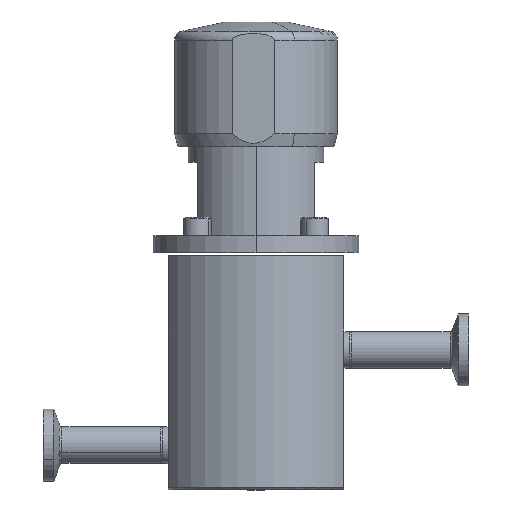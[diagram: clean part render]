
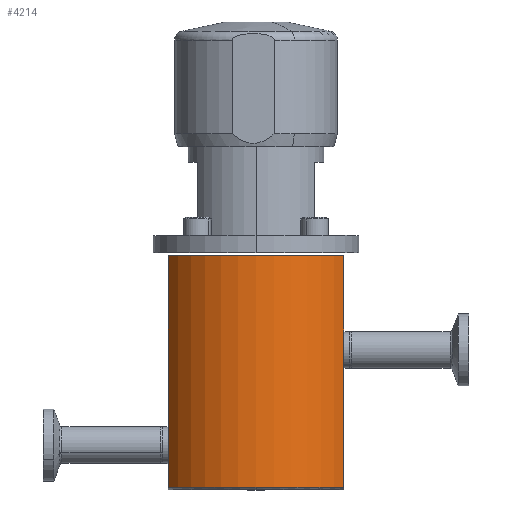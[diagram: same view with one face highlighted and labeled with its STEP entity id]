
A CAD part, top view. The second image highlights one B-rep face of the part: STEP entity #4214.
In plain terms, the highlighted cylindrical face has radius 35.56 mm (diameter 71.12 mm), a partial arc.
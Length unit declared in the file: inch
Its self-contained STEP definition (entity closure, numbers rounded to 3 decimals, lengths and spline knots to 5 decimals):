
#154 = VERTEX_POINT ( 'NONE', #766 ) ;
#157 = CIRCLE ( 'NONE', #3461, 1.4 ) ;
#216 = DIRECTION ( 'NONE',  ( 0., 0., -1. ) ) ;
#345 = VERTEX_POINT ( 'NONE', #5634 ) ;
#766 = CARTESIAN_POINT ( 'NONE',  ( -1.2, 0.03, 0.72111 ) ) ;
#831 = VERTEX_POINT ( 'NONE', #981 ) ;
#954 = CIRCLE ( 'NONE', #3665, 1.4 ) ;
#981 = CARTESIAN_POINT ( 'NONE',  ( 1.2, 0.03, 0.72111 ) ) ;
#1133 = DIRECTION ( 'NONE',  ( 0., -1., 0. ) ) ;
#1280 = DIRECTION ( 'NONE',  ( 0., 0., -1. ) ) ;
#1304 = CARTESIAN_POINT ( 'NONE',  ( 0., 3.1915, 0. ) ) ;
#1448 = EDGE_CURVE ( 'NONE', #345, #831, #3067, .T. ) ;
#1872 = DIRECTION ( 'NONE',  ( 0., 0., -1. ) ) ;
#2008 = FACE_OUTER_BOUND ( 'NONE', #5124, .T. ) ;
#2118 = ORIENTED_EDGE ( 'NONE', *, *, #4507, .T. ) ;
#2132 = CARTESIAN_POINT ( 'NONE',  ( 1.2, -0.40098, 0.72111 ) ) ;
#2221 = DIRECTION ( 'NONE',  ( 0., 1., 0. ) ) ;
#2628 = VERTEX_POINT ( 'NONE', #5034 ) ;
#2972 = DIRECTION ( 'NONE',  ( 0., 1., 0. ) ) ;
#3013 = ORIENTED_EDGE ( 'NONE', *, *, #3500, .T. ) ;
#3067 = LINE ( 'NONE', #2132, #4952 ) ;
#3088 = CYLINDRICAL_SURFACE ( 'NONE', #4401, 1.4 ) ;
#3093 = ORIENTED_EDGE ( 'NONE', *, *, #1448, .F. ) ;
#3300 = CARTESIAN_POINT ( 'NONE',  ( -1.2, 3.1915, 0.72111 ) ) ;
#3374 = VECTOR ( 'NONE', #4162, 39.37008 ) ;
#3461 = AXIS2_PLACEMENT_3D ( 'NONE', #3691, #2221, #1280 ) ;
#3500 = EDGE_CURVE ( 'NONE', #154, #2628, #157, .T. ) ;
#3519 = ORIENTED_EDGE ( 'NONE', *, *, #3611, .T. ) ;
#3611 = EDGE_CURVE ( 'NONE', #345, #5374, #954, .T. ) ;
#3665 = AXIS2_PLACEMENT_3D ( 'NONE', #1304, #4790, #1872 ) ;
#3691 = CARTESIAN_POINT ( 'NONE',  ( 0., 0.03, 0. ) ) ;
#3731 = DIRECTION ( 'NONE',  ( 0., -1., 0. ) ) ;
#3761 = LINE ( 'NONE', #5134, #3374 ) ;
#3838 = ORIENTED_EDGE ( 'NONE', *, *, #5262, .F. ) ;
#4092 = AXIS2_PLACEMENT_3D ( 'NONE', #5467, #2972, #6389 ) ;
#4162 = DIRECTION ( 'NONE',  ( 0., 1., 0. ) ) ;
#4214 = ADVANCED_FACE ( 'NONE', ( #2008 ), #3088, .T. ) ;
#4401 = AXIS2_PLACEMENT_3D ( 'NONE', #5176, #3731, #216 ) ;
#4507 = EDGE_CURVE ( 'NONE', #2628, #831, #5894, .T. ) ;
#4790 = DIRECTION ( 'NONE',  ( 0., -1., 0. ) ) ;
#4952 = VECTOR ( 'NONE', #1133, 39.37008 ) ;
#5034 = CARTESIAN_POINT ( 'NONE',  ( 0., 0.03, 1.4 ) ) ;
#5124 = EDGE_LOOP ( 'NONE', ( #3838, #3013, #2118, #3093, #3519 ) ) ;
#5134 = CARTESIAN_POINT ( 'NONE',  ( -1.2, -0.40098, 0.72111 ) ) ;
#5176 = CARTESIAN_POINT ( 'NONE',  ( 0., -0.40098, 0. ) ) ;
#5262 = EDGE_CURVE ( 'NONE', #154, #5374, #3761, .T. ) ;
#5374 = VERTEX_POINT ( 'NONE', #3300 ) ;
#5467 = CARTESIAN_POINT ( 'NONE',  ( 0., 0.03, 0. ) ) ;
#5634 = CARTESIAN_POINT ( 'NONE',  ( 1.2, 3.1915, 0.72111 ) ) ;
#5894 = CIRCLE ( 'NONE', #4092, 1.4 ) ;
#6389 = DIRECTION ( 'NONE',  ( 0., 0., -1. ) ) ;
